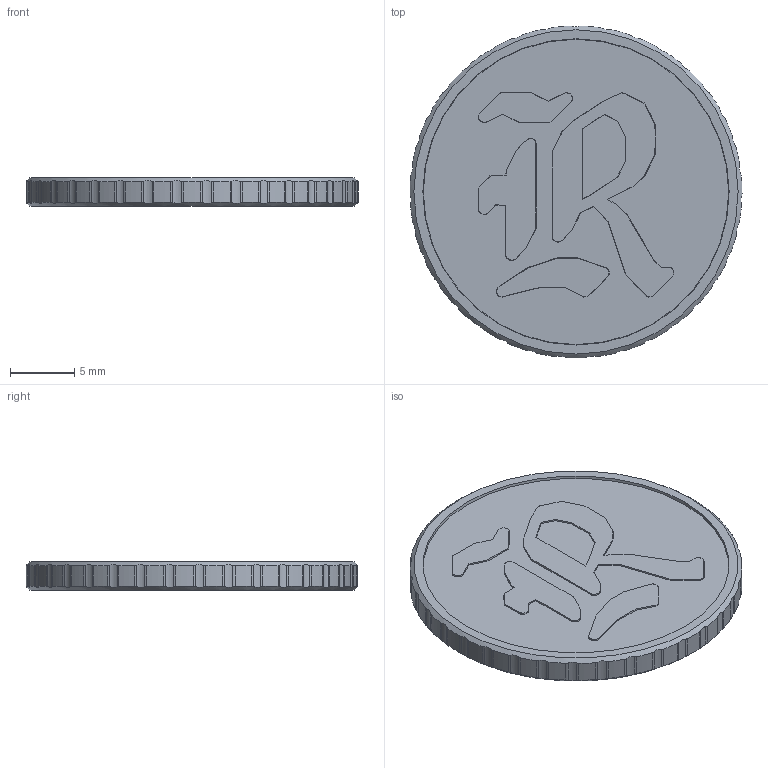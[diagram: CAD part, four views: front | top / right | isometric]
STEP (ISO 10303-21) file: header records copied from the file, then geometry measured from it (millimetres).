
FILE_DESCRIPTION(/* description */ (''),/* implementation_level */ '2;1');
FILE_NAME(/* name */ 'InitialsCoin.step',/* time_stamp */ '2022-07-22T16:57:31+02:00',/* author */ (''),/* organization */ (''),/* preprocessor_version */ 'ST-DEVELOPER v18.1',/* originating_system */ 'Autodesk Translation Framework v10.14.0.1471',/* authorisation */ '');
FILE_SCHEMA (('AUTOMOTIVE_DESIGN { 1 0 10303 214 3 1 1 }'));
Length unit declared in the file: millimetre
Products named in the file (1): Coin Split
Bounding box: 25.75 x 25.74 x 2.2 mm (x, y, z)
Volume: 981.3 mm3; surface area: 1236.9 mm2
Topology: 1 solids, 1 shells, 358 faces, 1032 edges, 688 vertices
Faces by surface type: cylinder 140, plane 132, bspline 82, cone 4
Entity records: 14765 total; most frequent: CARTESIAN_POINT 6423, ORIENTED_EDGE 2064, DIRECTION 1194, EDGE_CURVE 1032, VERTEX_POINT 688, LINE 484, VECTOR 484, B_SPLINE_CURVE_WITH_KNOTS 470
